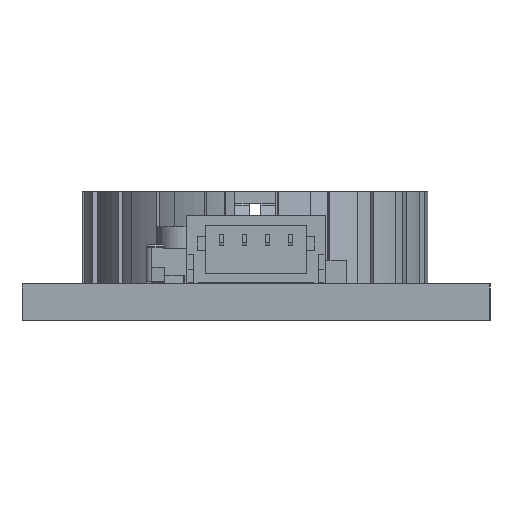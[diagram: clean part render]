
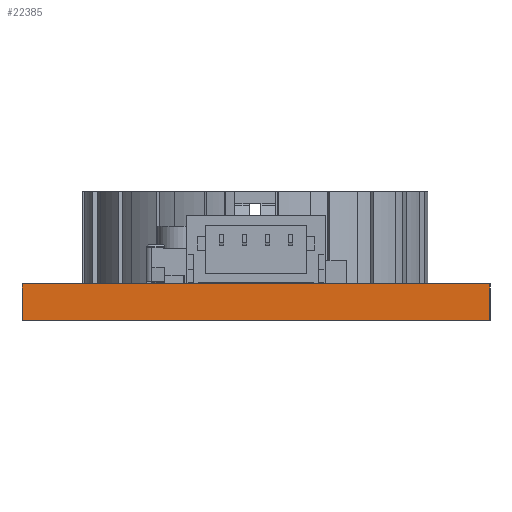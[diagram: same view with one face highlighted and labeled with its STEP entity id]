
A CAD part, left-side view. The second image highlights one B-rep face of the part: STEP entity #22385.
In plain terms, the highlighted planar face has unit normal (-1, 0, 0).
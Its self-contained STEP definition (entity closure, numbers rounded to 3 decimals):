
#401=PLANE('',#23926);
#1269=FACE_OUTER_BOUND('',#2494,.T.);
#2494=EDGE_LOOP('',(#15420,#15421,#15422,#15423));
#3960=LINE('',#32973,#6388);
#3961=LINE('',#32976,#6389);
#3962=LINE('',#32978,#6390);
#3963=LINE('',#32979,#6391);
#6388=VECTOR('',#26427,10.);
#6389=VECTOR('',#26430,10.);
#6390=VECTOR('',#26431,10.);
#6391=VECTOR('',#26432,10.);
#9767=VERTEX_POINT('',#32967);
#9769=VERTEX_POINT('',#32971);
#9770=VERTEX_POINT('',#32975);
#9771=VERTEX_POINT('',#32977);
#12020=EDGE_CURVE('',#9767,#9769,#3960,.T.);
#12021=EDGE_CURVE('',#9767,#9770,#3961,.T.);
#12022=EDGE_CURVE('',#9771,#9769,#3962,.T.);
#12023=EDGE_CURVE('',#9770,#9771,#3963,.T.);
#15420=ORIENTED_EDGE('',*,*,#12021,.F.);
#15421=ORIENTED_EDGE('',*,*,#12020,.T.);
#15422=ORIENTED_EDGE('',*,*,#12022,.F.);
#15423=ORIENTED_EDGE('',*,*,#12023,.F.);
#22385=ADVANCED_FACE('',(#1269),#401,.T.);
#23926=AXIS2_PLACEMENT_3D('',#32974,#26428,#26429);
#26427=DIRECTION('',(0.,0.,1.));
#26428=DIRECTION('center_axis',(-1.,0.,0.));
#26429=DIRECTION('ref_axis',(0.,-1.,0.));
#26430=DIRECTION('',(0.,1.,0.));
#26431=DIRECTION('',(0.,-1.,0.));
#26432=DIRECTION('',(0.,0.,1.));
#32967=CARTESIAN_POINT('',(0.,-1.27,0.));
#32971=CARTESIAN_POINT('',(0.,-1.27,1.57));
#32973=CARTESIAN_POINT('',(0.,-1.27,0.));
#32974=CARTESIAN_POINT('Origin',(0.,19.05,0.));
#32975=CARTESIAN_POINT('',(0.,19.05,0.));
#32976=CARTESIAN_POINT('',(0.,-1.27,0.));
#32977=CARTESIAN_POINT('',(0.,19.05,1.57));
#32978=CARTESIAN_POINT('',(0.,-1.27,1.57));
#32979=CARTESIAN_POINT('',(0.,19.05,0.));
